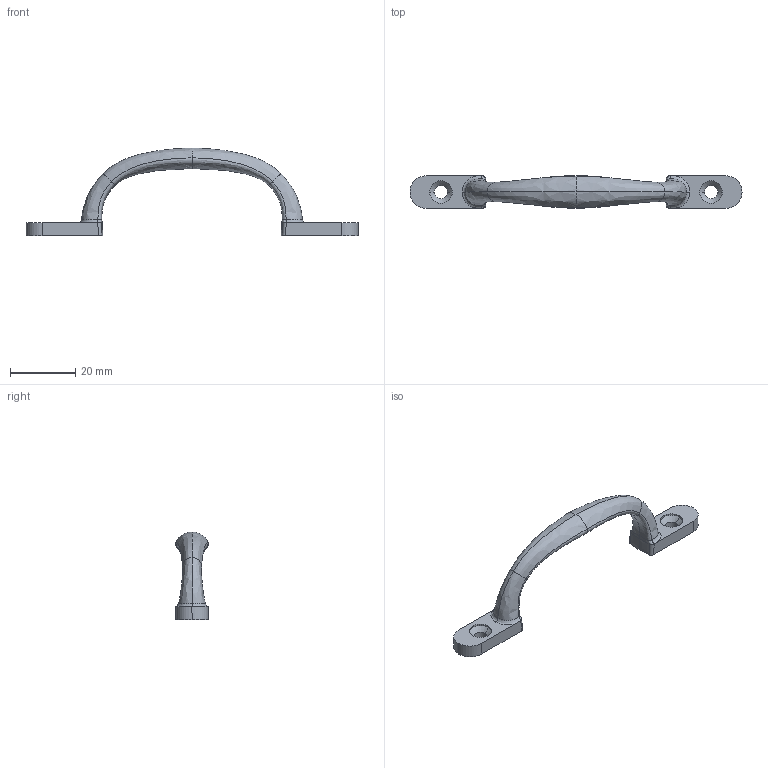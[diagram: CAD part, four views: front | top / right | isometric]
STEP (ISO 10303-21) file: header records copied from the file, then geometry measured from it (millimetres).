
FILE_DESCRIPTION(('Creo Elements/Direct Modeling STEP Export'),'2;1');
FILE_NAME('2297-102.stp','2024-09-11T13:52:03',(''),(''),'Creo Elements/Direct Modeling STEP processor for AP214 (Solid Model)','Creo Elements/Direct Modeling 20.0 12-Nov-2016 (C) Parametric Technology GmbH','');
FILE_SCHEMA(('AUTOMOTIVE_DESIGN { 1 0 10303 214 1 1 1 1 }'));
Length unit declared in the file: millimetre
Products named in the file (1): ZN-8979
Bounding box: 102 x 10 x 27 mm (x, y, z)
Volume: 4469.6 mm3; surface area: 3085.6 mm2
Topology: 1 solids, 1 shells, 56 faces, 140 edges, 86 vertices
Faces by surface type: bspline 24, cylinder 16, plane 8, extrusion 4, cone 4
Entity records: 39464 total; most frequent: CARTESIAN_POINT 38329, ORIENTED_EDGE 280, DIRECTION 150, EDGE_CURVE 140, VERTEX_POINT 86, B_SPLINE_CURVE_WITH_KNOTS 60, EDGE_LOOP 60, FACE_OUTER_BOUND 56
